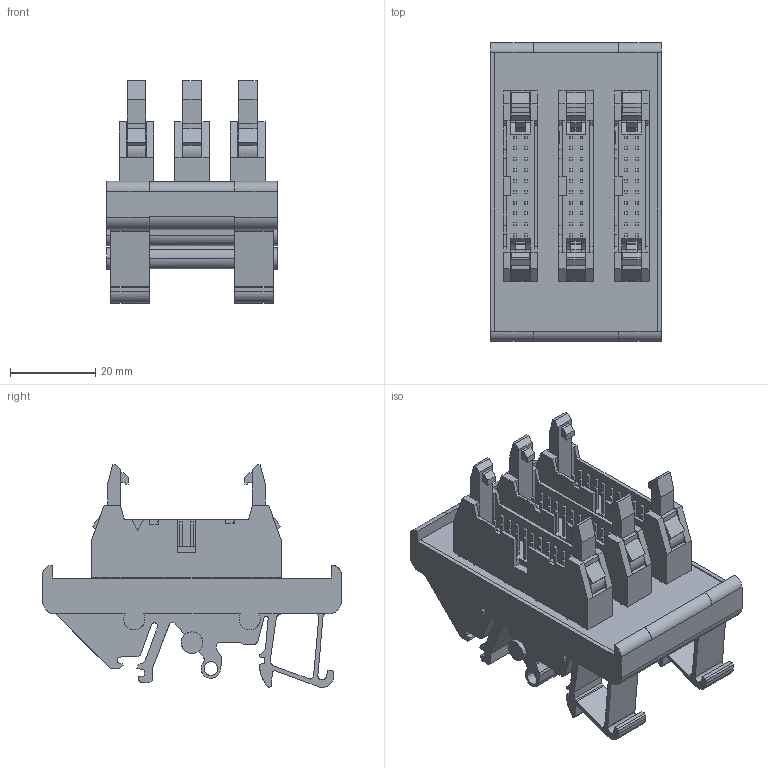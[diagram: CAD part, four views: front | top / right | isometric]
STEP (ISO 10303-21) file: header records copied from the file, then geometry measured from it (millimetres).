
FILE_DESCRIPTION(('CATIA V5R20 STEP214','CAx-IF Rec.Pracs.--- Model Styling and Organization---1.5--- 2016-08-15','CAx-IF Rec.Pracs.---Supplemental Geometry---1.0---2011-11-01','CAx-IF Rec.Pracs.--- Composite Materials ---1.1---2010-07-15'),'2;1');
FILE_NAME ('013730-1_0', '2025-10-20T14:38:06+00:00', ('Weidmueller Interface'), ('Weidmueller'), 'CATIA Version 5-6 Release 2024 SP4', 'CATIA V5 STEP AP214 v3', 'none');
FILE_SCHEMA(('AUTOMOTIVE_DESIGN { 1 0 10303 214 1 1 1 1 }'));
Length unit declared in the file: millimetre
Products named in the file (1): 1461210000_RS F20 X3 IN
Bounding box: 40 x 70 x 52.11 mm (x, y, z)
Volume: 32691.2 mm3; surface area: 31977.3 mm2
Topology: 1 solids, 2 shells, 1073 faces, 3242 edges, 2223 vertices
Faces by surface type: plane 940, cylinder 106, bspline 27
Entity records: 34988 total; most frequent: CARTESIAN_POINT 8405, ORIENTED_EDGE 6484, DIRECTION 3640, EDGE_CURVE 3242, VECTOR 2764, LINE 2764, VERTEX_POINT 2223, EDGE_LOOP 1161
